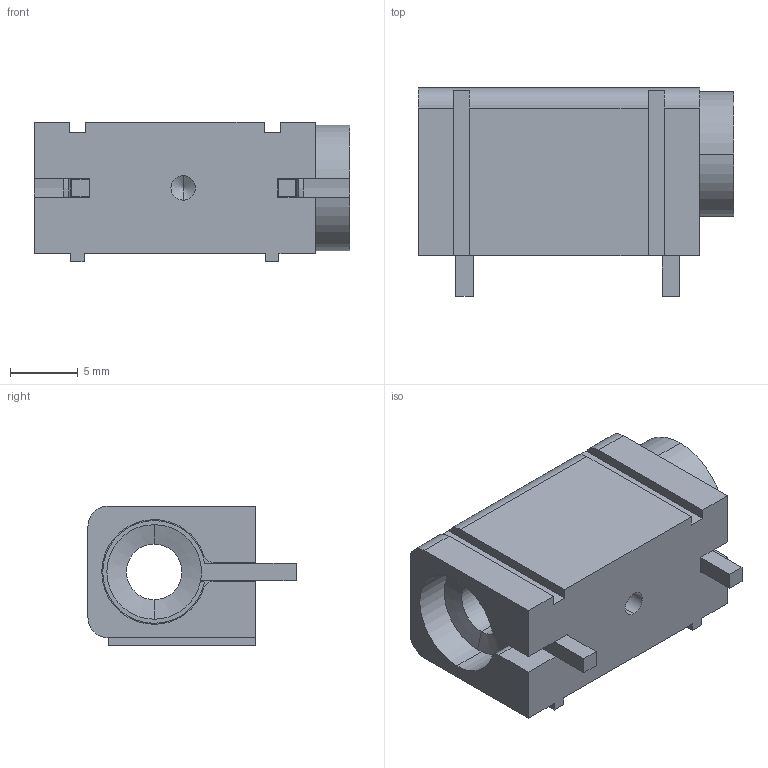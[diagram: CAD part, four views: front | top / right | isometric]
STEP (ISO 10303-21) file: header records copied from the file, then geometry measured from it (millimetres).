
FILE_DESCRIPTION (( 'STEP AP214' ), '1' );
FILE_NAME ('571-SERIES short.STEP', '2015-07-29T11:03:38', ( '' ), ( '' ), 'SwSTEP 2.0', 'SolidWorks 2014', '' );
FILE_SCHEMA (( 'AUTOMOTIVE_DESIGN' ));
Length unit declared in the file: millimetre
Products named in the file (4): 571-002-9110_deformed; 571-001-0300; 571-003-9210_Short; 571-SERIES short
Assembly tree (4 placements, depth 2):
  571-SERIES short
    571-001-0300
    571-002-9110_deformed
    571-003-9210_Short  x2
Bounding box: 23.37 x 15.4 x 10.35 mm (x, y, z)
Volume: 2064.3 mm3; surface area: 2711.5 mm2
Topology: 4 solids, 4 shells, 188 faces, 481 edges, 311 vertices
Faces by surface type: plane 113, cylinder 41, bspline 20, cone 10, torus 4
Entity records: 6812 total; most frequent: CARTESIAN_POINT 2421, ORIENTED_EDGE 904, DIRECTION 824, EDGE_CURVE 452, VECTOR 328, LINE 328, VERTEX_POINT 293, AXIS2_PLACEMENT_3D 248
